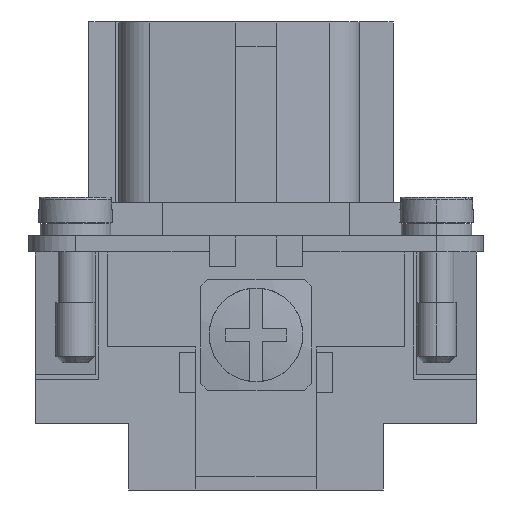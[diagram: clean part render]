
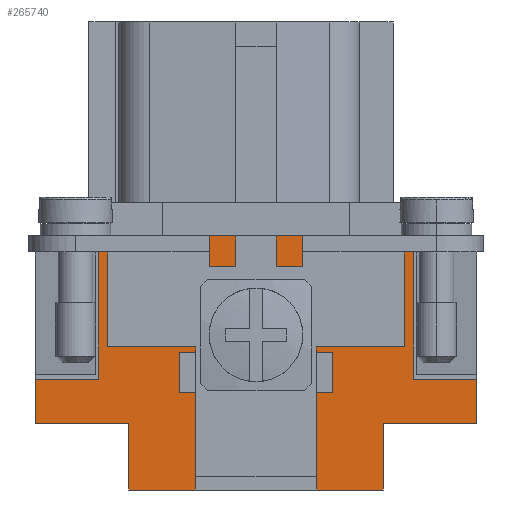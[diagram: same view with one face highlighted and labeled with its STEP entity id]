
A CAD part, left-side view. The second image highlights one B-rep face of the part: STEP entity #265740.
In plain terms, the highlighted planar face has unit normal (-1, 0, 0).
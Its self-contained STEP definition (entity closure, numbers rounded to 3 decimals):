
#81940=CARTESIAN_POINT('',(-14.85,9.5,5.));
#81950=VERTEX_POINT('',#81940);
#81980=CARTESIAN_POINT('',(-14.85,9.5,5.));
#81990=DIRECTION('',(0.,0.,-1.));
#82000=VECTOR('',#81990,5.);
#82010=LINE('',#81980,#82000);
#82020=CARTESIAN_POINT('',(-14.85,9.5,0.));
#82030=VERTEX_POINT('',#82020);
#82040=EDGE_CURVE('',#81950,#82030,#82010,.T.);
#82240=CARTESIAN_POINT('',(-14.85,4.55,0.));
#82250=DIRECTION('',(0.,1.,0.));
#82260=VECTOR('',#82250,4.95);
#82270=LINE('',#82240,#82260);
#82280=CARTESIAN_POINT('',(-14.85,4.55,0.));
#82290=VERTEX_POINT('',#82280);
#82300=EDGE_CURVE('',#82290,#82030,#82270,.T.);
#82840=CARTESIAN_POINT('',(-14.85,-4.55,0.));
#82850=VERTEX_POINT('',#82840);
#82880=CARTESIAN_POINT('',(-14.85,-9.5,0.));
#82890=DIRECTION('',(0.,1.,0.));
#82900=VECTOR('',#82890,4.95);
#82910=LINE('',#82880,#82900);
#82920=CARTESIAN_POINT('',(-14.85,-9.5,0.));
#82930=VERTEX_POINT('',#82920);
#82940=EDGE_CURVE('',#82930,#82850,#82910,.T.);
#177080=CARTESIAN_POINT('',(-14.85,-11.75,19.));
#177090=VERTEX_POINT('',#177080);
#177120=CARTESIAN_POINT('',(-14.85,-11.75,19.));
#177130=DIRECTION('',(0.,1.,0.));
#177140=VECTOR('',#177130,23.5);
#177150=LINE('',#177120,#177140);
#177160=CARTESIAN_POINT('',(-14.85,11.75,19.));
#177170=VERTEX_POINT('',#177160);
#177180=EDGE_CURVE('',#177090,#177170,#177150,.T.);
#223200=CARTESIAN_POINT('',(-14.85,11.75,19.));
#223210=DIRECTION('',(0.,0.,-1.));
#223220=VECTOR('',#223210,10.7);
#223230=LINE('',#223200,#223220);
#223240=CARTESIAN_POINT('',(-14.85,11.75,8.3));
#223250=VERTEX_POINT('',#223240);
#223260=EDGE_CURVE('',#177170,#223250,#223230,.T.);
#223710=CARTESIAN_POINT('',(-14.85,16.5,8.3));
#223720=VERTEX_POINT('',#223710);
#223770=CARTESIAN_POINT('',(-14.85,11.75,8.3));
#223780=DIRECTION('',(0.,1.,0.));
#223790=VECTOR('',#223780,4.75);
#223800=LINE('',#223770,#223790);
#223810=EDGE_CURVE('',#223250,#223720,#223800,.T.);
#225830=CARTESIAN_POINT('',(-14.85,-11.75,8.3));
#225840=DIRECTION('',(0.,0.,1.));
#225850=VECTOR('',#225840,10.7);
#225860=LINE('',#225830,#225850);
#225870=CARTESIAN_POINT('',(-14.85,-11.75,8.3));
#225880=VERTEX_POINT('',#225870);
#225890=EDGE_CURVE('',#225880,#177090,#225860,.T.);
#226130=CARTESIAN_POINT('',(-14.85,-16.5,8.3));
#226140=VERTEX_POINT('',#226130);
#226170=CARTESIAN_POINT('',(-14.85,-16.5,8.3));
#226180=DIRECTION('',(0.,1.,0.));
#226190=VECTOR('',#226180,4.75);
#226200=LINE('',#226170,#226190);
#226210=EDGE_CURVE('',#226140,#225880,#226200,.T.);
#226310=CARTESIAN_POINT('',(-14.85,16.5,5.));
#226320=DIRECTION('',(0.,0.,1.));
#226330=VECTOR('',#226320,3.3);
#226340=LINE('',#226310,#226330);
#226350=CARTESIAN_POINT('',(-14.85,16.5,5.));
#226360=VERTEX_POINT('',#226350);
#226370=EDGE_CURVE('',#226360,#223720,#226340,.T.);
#227620=CARTESIAN_POINT('',(-14.85,-16.5,5.));
#227630=VERTEX_POINT('',#227620);
#227660=CARTESIAN_POINT('',(-14.85,-16.5,5.));
#227670=DIRECTION('',(0.,0.,1.));
#227680=VECTOR('',#227670,3.3);
#227690=LINE('',#227660,#227680);
#227700=EDGE_CURVE('',#227630,#226140,#227690,.T.);
#256090=CARTESIAN_POINT('',(-14.85,-9.5,0.));
#256100=DIRECTION('',(0.,0.,1.));
#256110=VECTOR('',#256100,5.);
#256120=LINE('',#256090,#256110);
#256130=CARTESIAN_POINT('',(-14.85,-9.5,5.));
#256140=VERTEX_POINT('',#256130);
#256150=EDGE_CURVE('',#82930,#256140,#256120,.T.);
#258970=CARTESIAN_POINT('',(-14.85,-9.5,5.));
#258980=DIRECTION('',(0.,-1.,0.));
#258990=VECTOR('',#258980,7.);
#259000=LINE('',#258970,#258990);
#259010=EDGE_CURVE('',#256140,#227630,#259000,.T.);
#259480=CARTESIAN_POINT('',(-14.85,16.5,5.));
#259490=DIRECTION('',(0.,-1.,0.));
#259500=VECTOR('',#259490,7.);
#259510=LINE('',#259480,#259500);
#259520=EDGE_CURVE('',#226360,#81950,#259510,.T.);
#262220=CARTESIAN_POINT('',(-14.85,4.55,0.));
#262230=DIRECTION('',(0.,0.,1.));
#262240=VECTOR('',#262230,3.5);
#262250=LINE('',#262220,#262240);
#262260=CARTESIAN_POINT('',(-14.85,4.55,3.5));
#262270=VERTEX_POINT('',#262260);
#262280=EDGE_CURVE('',#82290,#262270,#262250,.T.);
#262440=CARTESIAN_POINT('',(-14.85,-4.55,3.5));
#262450=DIRECTION('',(0.,0.,-1.));
#262460=VECTOR('',#262450,3.5);
#262470=LINE('',#262440,#262460);
#262480=CARTESIAN_POINT('',(-14.85,-4.55,3.5));
#262490=VERTEX_POINT('',#262480);
#262500=EDGE_CURVE('',#262490,#82850,#262470,.T.);
#262730=CARTESIAN_POINT('',(-14.85,4.55,3.5));
#262740=DIRECTION('',(0.,-1.,0.));
#262750=VECTOR('',#262740,9.1);
#262760=LINE('',#262730,#262750);
#262770=EDGE_CURVE('',#262270,#262490,#262760,.T.);
#265510=CARTESIAN_POINT('',(-14.85,-16.5,0.));
#265520=DIRECTION('',(-1.,0.,0.));
#265530=DIRECTION('',(0.,0.,1.));
#265540=AXIS2_PLACEMENT_3D('',#265510,#265520,#265530);
#265550=PLANE('',#265540);
#265560=ORIENTED_EDGE('',*,*,#223260,.T.);
#265570=ORIENTED_EDGE('',*,*,#177180,.T.);
#265580=ORIENTED_EDGE('',*,*,#225890,.T.);
#265590=ORIENTED_EDGE('',*,*,#226210,.T.);
#265600=ORIENTED_EDGE('',*,*,#227700,.T.);
#265610=ORIENTED_EDGE('',*,*,#259010,.T.);
#265620=ORIENTED_EDGE('',*,*,#256150,.T.);
#265630=ORIENTED_EDGE('',*,*,#82940,.F.);
#265640=ORIENTED_EDGE('',*,*,#262500,.T.);
#265650=ORIENTED_EDGE('',*,*,#262770,.T.);
#265660=ORIENTED_EDGE('',*,*,#262280,.T.);
#265670=ORIENTED_EDGE('',*,*,#82300,.F.);
#265680=ORIENTED_EDGE('',*,*,#82040,.T.);
#265690=ORIENTED_EDGE('',*,*,#259520,.T.);
#265700=ORIENTED_EDGE('',*,*,#226370,.F.);
#265710=ORIENTED_EDGE('',*,*,#223810,.T.);
#265720=EDGE_LOOP('',(#265710,#265700,#265690,#265680,#265670,#265660,
#265650,#265640,#265630,#265620,#265610,#265600,#265590,#265580,#265570,
#265560));
#265730=FACE_OUTER_BOUND('',#265720,.T.);
#265740=ADVANCED_FACE('',(#265730),#265550,.T.);
